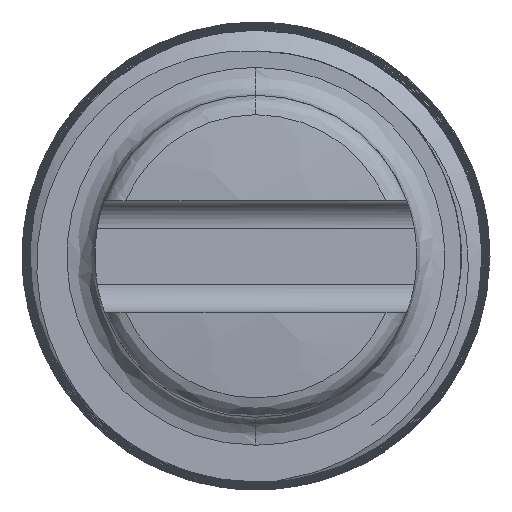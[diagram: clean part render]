
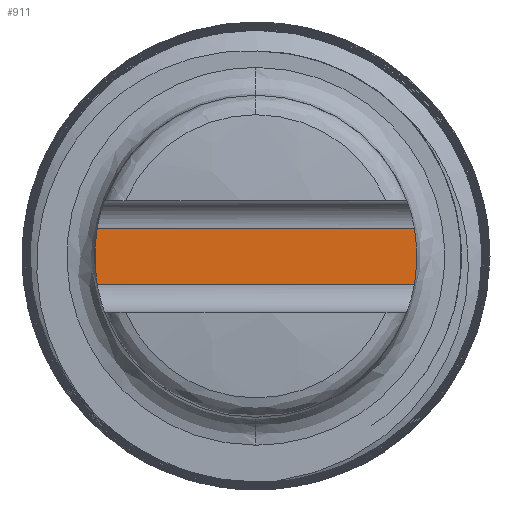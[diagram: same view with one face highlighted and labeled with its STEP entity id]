
A CAD part, front view. The second image highlights one B-rep face of the part: STEP entity #911.
In plain terms, the highlighted planar face has unit normal (0, -1, 0).
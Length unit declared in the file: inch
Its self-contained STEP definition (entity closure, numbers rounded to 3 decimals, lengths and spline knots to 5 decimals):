
#911 = ADVANCED_FACE ( 'NONE', ( #3820 ), #6955, .F. ) ;
#1010 = CARTESIAN_POINT ( 'NONE',  ( 0.35555, -3.8022, 0.0625 ) ) ;
#1212 = AXIS2_PLACEMENT_3D ( 'NONE', #3949, #9733, #9581 ) ;
#1574 = DIRECTION ( 'NONE',  ( 0., 1., 0. ) ) ;
#1707 = EDGE_CURVE ( 'NONE', #4933, #12799, #10087, .T. ) ;
#2590 = VECTOR ( 'NONE', #13908, 39.37008 ) ;
#2742 = DIRECTION ( 'NONE',  ( 0., 0., 1. ) ) ;
#3439 = VECTOR ( 'NONE', #6854, 39.37008 ) ;
#3820 = FACE_OUTER_BOUND ( 'NONE', #6282, .T. ) ;
#3949 = CARTESIAN_POINT ( 'NONE',  ( 0., -3.8022, 0. ) ) ;
#3973 = CIRCLE ( 'NONE', #4202, 0.361 ) ;
#4010 = EDGE_CURVE ( 'NONE', #9373, #12799, #3973, .T. ) ;
#4202 = AXIS2_PLACEMENT_3D ( 'NONE', #4915, #6901, #2742 ) ;
#4304 = CARTESIAN_POINT ( 'NONE',  ( -0.35555, -3.8022, -0.0625 ) ) ;
#4750 = ORIENTED_EDGE ( 'NONE', *, *, #4010, .F. ) ;
#4915 = CARTESIAN_POINT ( 'NONE',  ( 0., -3.8022, 0. ) ) ;
#4933 = VERTEX_POINT ( 'NONE', #4304 ) ;
#6282 = EDGE_LOOP ( 'NONE', ( #6891, #4750, #12729, #11353 ) ) ;
#6854 = DIRECTION ( 'NONE',  ( 1., 0., 0. ) ) ;
#6891 = ORIENTED_EDGE ( 'NONE', *, *, #1707, .T. ) ;
#6901 = DIRECTION ( 'NONE',  ( 0., 1., 0. ) ) ;
#6920 = CARTESIAN_POINT ( 'NONE',  ( 0., -3.8022, -0.0625 ) ) ;
#6955 = PLANE ( 'NONE',  #10431 ) ;
#8392 = EDGE_CURVE ( 'NONE', #8797, #9373, #13013, .T. ) ;
#8480 = EDGE_CURVE ( 'NONE', #4933, #8797, #9139, .T. ) ;
#8797 = VERTEX_POINT ( 'NONE', #12639 ) ;
#9139 = CIRCLE ( 'NONE', #1212, 0.361 ) ;
#9373 = VERTEX_POINT ( 'NONE', #1010 ) ;
#9448 = CARTESIAN_POINT ( 'NONE',  ( 0., -3.8022, 0.0625 ) ) ;
#9581 = DIRECTION ( 'NONE',  ( 0., 0., 1. ) ) ;
#9733 = DIRECTION ( 'NONE',  ( 0., 1., 0. ) ) ;
#10087 = LINE ( 'NONE', #6920, #3439 ) ;
#10431 = AXIS2_PLACEMENT_3D ( 'NONE', #12737, #1574, #11430 ) ;
#11117 = CARTESIAN_POINT ( 'NONE',  ( 0.35555, -3.8022, -0.0625 ) ) ;
#11353 = ORIENTED_EDGE ( 'NONE', *, *, #8480, .F. ) ;
#11430 = DIRECTION ( 'NONE',  ( 0., 0., 1. ) ) ;
#12639 = CARTESIAN_POINT ( 'NONE',  ( -0.35555, -3.8022, 0.0625 ) ) ;
#12729 = ORIENTED_EDGE ( 'NONE', *, *, #8392, .F. ) ;
#12737 = CARTESIAN_POINT ( 'NONE',  ( 0., -3.8022, 0. ) ) ;
#12799 = VERTEX_POINT ( 'NONE', #11117 ) ;
#13013 = LINE ( 'NONE', #9448, #2590 ) ;
#13908 = DIRECTION ( 'NONE',  ( 1., 0., 0. ) ) ;
